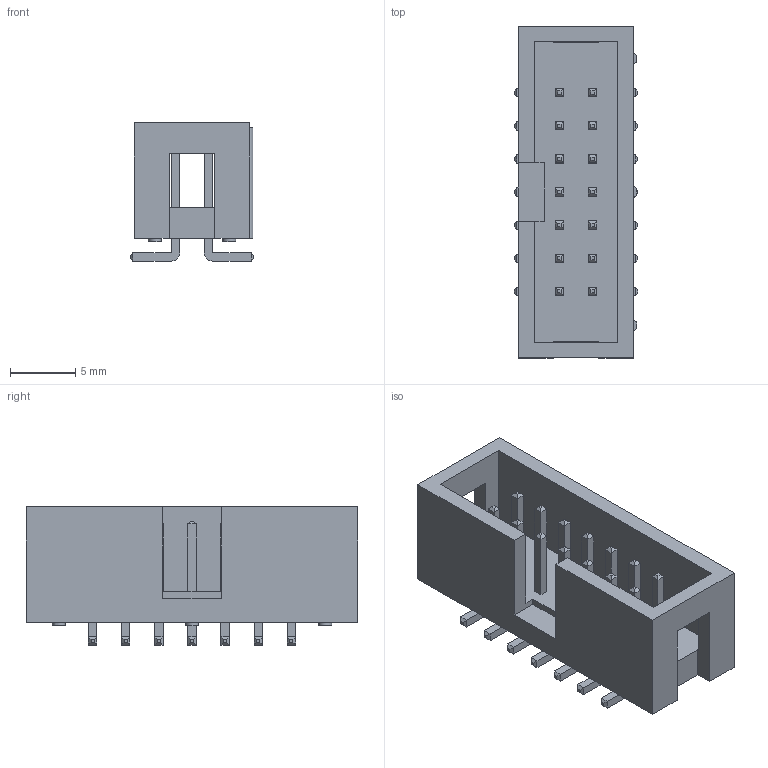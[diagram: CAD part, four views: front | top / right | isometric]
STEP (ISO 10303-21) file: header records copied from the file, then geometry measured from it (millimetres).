
FILE_DESCRIPTION(/* description */ ('model of IDC-Header_2x07_P2.54mm_Vertical_SMT'),/* implementation_level */ '2;1');
FILE_NAME(/* name */ 'IDC-Header_2x07_P2.54mm_Vertical_SMT.step',/* time_stamp */ '2021-10-19T12:28:33',/* author */ ('kicad StepUp','ksu'),/* organization */ ('OCC'),/* preprocessor_version */ '',/* originating_system */ 'kicad StepUp',/* authorisation */ '');
FILE_SCHEMA(('AUTOMOTIVE_DESIGN { 1 0 10303 214 1 1 1 1 }'));
Length unit declared in the file: millimetre
Products named in the file (1): IDC_Header_2x07_P254mm_Vertical_SMT
Bounding box: 9.5 x 25.44 x 10.6 mm (x, y, z)
Volume: 1005.2 mm3; surface area: 1736.3 mm2
Topology: 1 solids, 1 shells, 336 faces, 806 edges, 502 vertices
Faces by surface type: plane 313, cylinder 23
Full cylindrical faces by diameter (mm): 1 x6
Entity records: 11543 total; most frequent: CARTESIAN_POINT 1645, ORIENTED_EDGE 1612, DIRECTION 1532, EDGE_CURVE 806, LINE 754, VECTOR 754, VERTEX_POINT 502, AXIS2_PLACEMENT_3D 389
